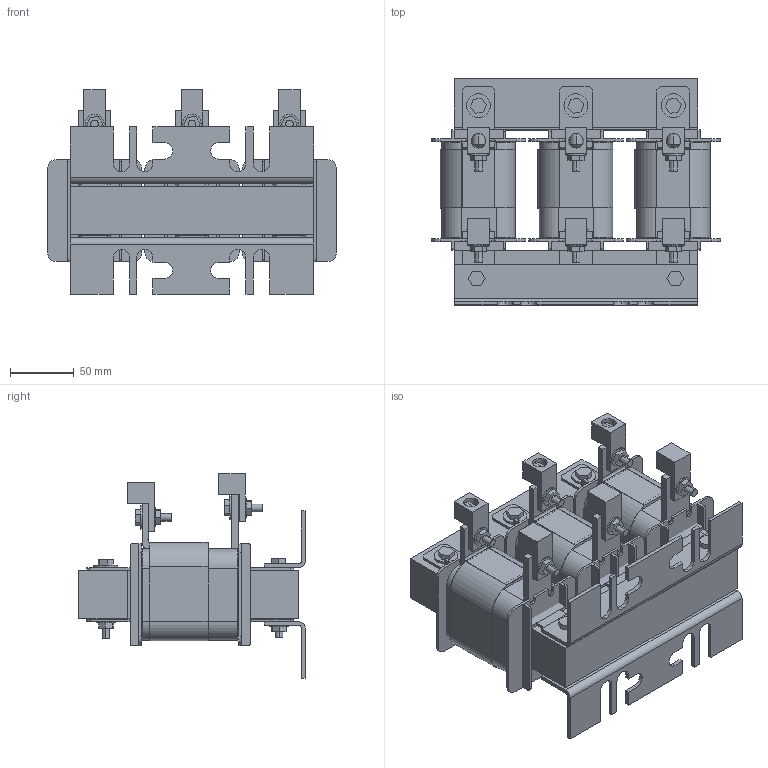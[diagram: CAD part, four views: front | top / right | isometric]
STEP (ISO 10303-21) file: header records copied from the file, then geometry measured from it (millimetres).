
FILE_DESCRIPTION (( 'STEP AP214' ), '1' );
FILE_NAME ('LR-4075.STEP', '2012-03-02T21:21:42', ( ' ' ), ( ' ' ), 'SwSTEP 2.0', 'SolidWorks 2011', '' );
FILE_SCHEMA (( 'AUTOMOTIVE_DESIGN' ));
Length unit declared in the file: millimetre
Products named in the file (1): LR-4075
Bounding box: 227 x 177.7 x 160.75 mm (x, y, z)
Volume: 2666991.4 mm3; surface area: 555030.1 mm2
Topology: 47 solids, 47 shells, 972 faces, 2466 edges, 1636 vertices
Faces by surface type: plane 716, cylinder 244, cone 12
Entity records: 38308 total; most frequent: CARTESIAN_POINT 5543, ORIENTED_EDGE 4932, DIRECTION 4909, EDGE_CURVE 2466, VECTOR 1945, LINE 1945, VERTEX_POINT 1636, AXIS2_PLACEMENT_3D 1482
